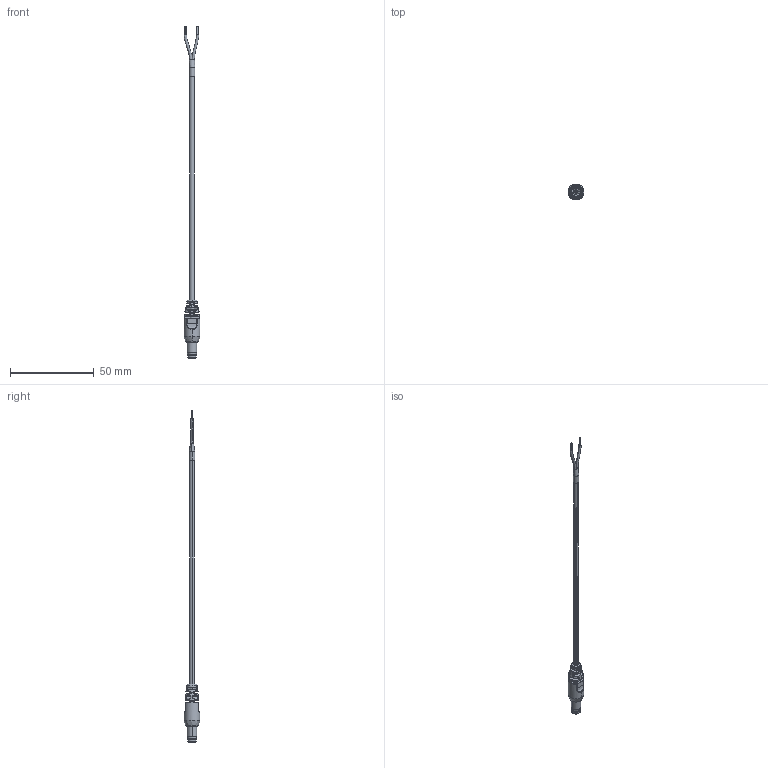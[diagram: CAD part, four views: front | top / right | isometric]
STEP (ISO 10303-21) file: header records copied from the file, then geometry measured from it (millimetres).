
FILE_DESCRIPTION (( 'STEP AP203' ), '1' );
FILE_NAME ('10-03915.STEP', '2021-04-19T23:00:21', ( '' ), ( '' ), 'SwSTEP 2.0', 'SolidWorks 2021', '' );
FILE_SCHEMA (( 'CONFIG_CONTROL_DESIGN' ));
Length unit declared in the file: millimetre
Products named in the file (7): 50-00129 insulator; 50-00129 contact; 50-00129_9.5 mm barrel length; 24-00357; 10-03915; 50-00129 shell; 30-00338_stripped and tinned
Assembly tree (6 placements, depth 3):
  10-03915
    30-00338_stripped and tinned
    24-00357
    50-00129_9.5 mm barrel length
      50-00129 contact
      50-00129 insulator
      50-00129 shell
Bounding box: 9.5 x 9.5 x 198.75 mm (x, y, z)
Volume: 2630.6 mm3; surface area: 11016.2 mm2
Topology: 145 solids, 145 shells, 887 faces, 1645 edges, 1058 vertices
Faces by surface type: plane 368, cylinder 365, bspline 88, torus 55, cone 11
Entity records: 26141 total; most frequent: CARTESIAN_POINT 7743, DIRECTION 3969, ORIENTED_EDGE 3290, AXIS2_PLACEMENT_3D 1720, EDGE_CURVE 1645, VERTEX_POINT 1058, CIRCLE 911, EDGE_LOOP 907
